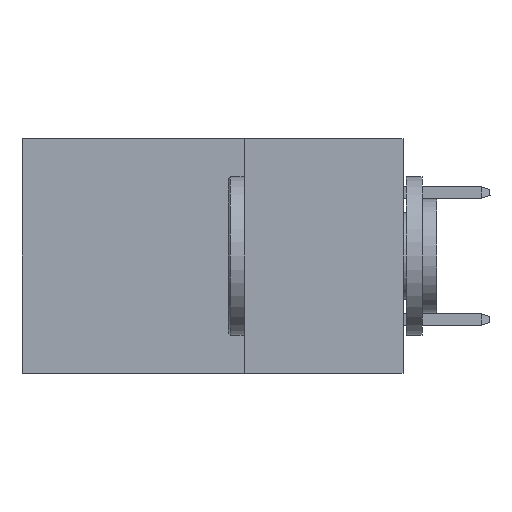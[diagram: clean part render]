
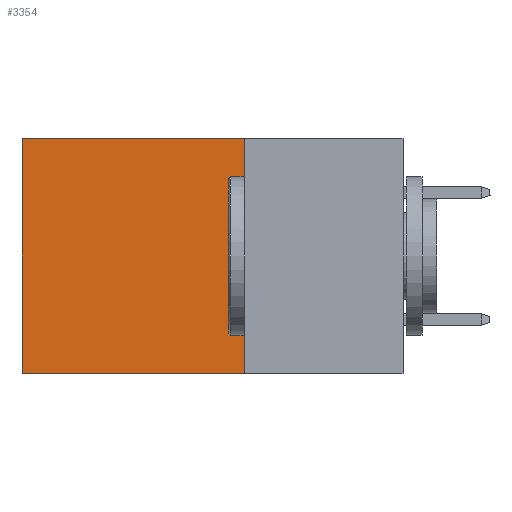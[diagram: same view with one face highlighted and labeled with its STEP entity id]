
A CAD part, left-side view. The second image highlights one B-rep face of the part: STEP entity #3354.
In plain terms, the highlighted planar face has unit normal (-1, 0, 0).
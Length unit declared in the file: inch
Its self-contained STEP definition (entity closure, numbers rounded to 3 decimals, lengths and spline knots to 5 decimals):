
#575 = PLANE ( 'NONE',  #29574 ) ;
#1415 = LINE ( 'NONE', #4089, #16389 ) ;
#1748 = EDGE_LOOP ( 'NONE', ( #21533, #14189, #4677, #2505 ) ) ;
#2505 = ORIENTED_EDGE ( 'NONE', *, *, #24868, .T. ) ;
#2520 = CARTESIAN_POINT ( 'NONE',  ( 0.2875, 0.6, -0.37 ) ) ;
#2921 = DIRECTION ( 'NONE',  ( 1., 0., 0. ) ) ;
#3354 = ADVANCED_FACE ( 'NONE', ( #29395 ), #575, .F. ) ;
#3370 = EDGE_CURVE ( 'NONE', #21537, #4045, #24226, .T. ) ;
#4045 = VERTEX_POINT ( 'NONE', #2520 ) ;
#4089 = CARTESIAN_POINT ( 'NONE',  ( 0.2875, 0.25, 0. ) ) ;
#4677 = ORIENTED_EDGE ( 'NONE', *, *, #27159, .F. ) ;
#6958 = LINE ( 'NONE', #19089, #25991 ) ;
#8981 = CARTESIAN_POINT ( 'NONE',  ( 0.2875, 0.25, -0.37 ) ) ;
#10300 = DIRECTION ( 'NONE',  ( 0., 0., -1. ) ) ;
#13009 = CARTESIAN_POINT ( 'NONE',  ( 0.2875, 0.25, -0.37 ) ) ;
#14189 = ORIENTED_EDGE ( 'NONE', *, *, #22091, .F. ) ;
#15629 = VERTEX_POINT ( 'NONE', #26529 ) ;
#16263 = VECTOR ( 'NONE', #25087, 39.37008 ) ;
#16389 = VECTOR ( 'NONE', #25217, 39.37008 ) ;
#17413 = DIRECTION ( 'NONE',  ( 0., 0., -1. ) ) ;
#17554 = CARTESIAN_POINT ( 'NONE',  ( 0.2875, 0.6, 0. ) ) ;
#19089 = CARTESIAN_POINT ( 'NONE',  ( 0.2875, 0.25, 0. ) ) ;
#19332 = CARTESIAN_POINT ( 'NONE',  ( 0.2875, 0.25, 0. ) ) ;
#19484 = CARTESIAN_POINT ( 'NONE',  ( 0.2875, 0.6, 0. ) ) ;
#21533 = ORIENTED_EDGE ( 'NONE', *, *, #3370, .T. ) ;
#21537 = VERTEX_POINT ( 'NONE', #17554 ) ;
#21569 = VECTOR ( 'NONE', #10300, 39.37008 ) ;
#22091 = EDGE_CURVE ( 'NONE', #29399, #4045, #30280, .T. ) ;
#24226 = LINE ( 'NONE', #19484, #21569 ) ;
#24868 = EDGE_CURVE ( 'NONE', #15629, #21537, #1415, .T. ) ;
#25087 = DIRECTION ( 'NONE',  ( 0., 1., 0. ) ) ;
#25217 = DIRECTION ( 'NONE',  ( 0., 1., 0. ) ) ;
#25991 = VECTOR ( 'NONE', #28860, 39.37008 ) ;
#26529 = CARTESIAN_POINT ( 'NONE',  ( 0.2875, 0.25, 0. ) ) ;
#27159 = EDGE_CURVE ( 'NONE', #15629, #29399, #6958, .T. ) ;
#28860 = DIRECTION ( 'NONE',  ( 0., 0., -1. ) ) ;
#29395 = FACE_OUTER_BOUND ( 'NONE', #1748, .T. ) ;
#29399 = VERTEX_POINT ( 'NONE', #13009 ) ;
#29574 = AXIS2_PLACEMENT_3D ( 'NONE', #19332, #2921, #17413 ) ;
#30280 = LINE ( 'NONE', #8981, #16263 ) ;
